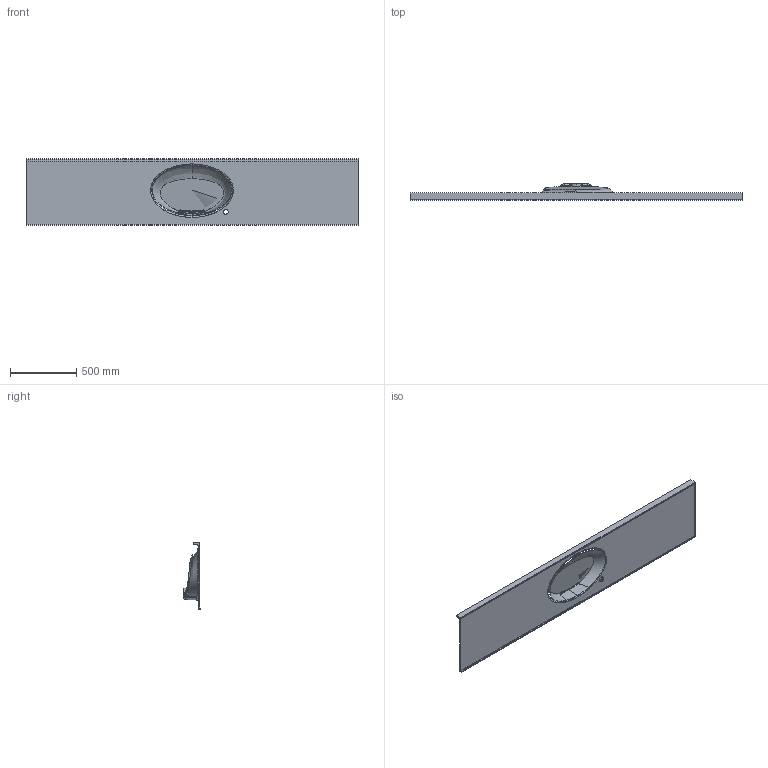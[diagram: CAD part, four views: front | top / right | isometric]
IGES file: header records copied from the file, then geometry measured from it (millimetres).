
Start section: SolidWorks IGES file using analytic representation for surfaces
Global section: file name: ORLANDO-M.IGS; native system: SolidWorks 2020; preprocessor: SolidWorks 2020; author: cedric.miclo; date: 210920.075731; units: millimetre
Bounding box: 2500 x 126.05 x 500 mm (x, y, z)
Surface area: 1786654.6 mm2 (no closed solid volume)
Topology: 0 solids, 0 shells, 133 faces, 1975 edges, 1970 vertices
Faces by surface type: bspline 114, revolution 19
